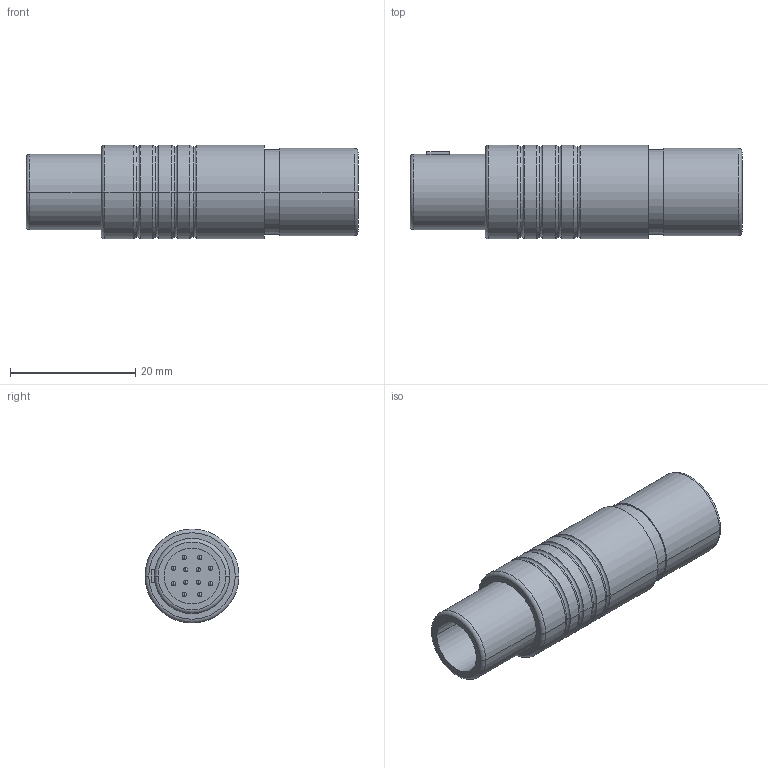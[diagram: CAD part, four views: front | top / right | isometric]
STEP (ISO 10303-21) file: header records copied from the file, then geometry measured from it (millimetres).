
FILE_DESCRIPTION((''),'2;1');
FILE_NAME('S32B0C-P12M','2020-08-05T10:07:00',('RTrager'),(''),'CREO PARAMETRIC BY PTC INC, 2018300','CREO PARAMETRIC BY PTC INC, 2018300','');
FILE_SCHEMA(('AP242_MANAGED_MODEL_BASED_3D_ENGINEERING_MIM_LF { 1 0 10303 442 1 1 4 }'));
Length unit declared in the file: millimetre
Products named in the file (1): S32B0C-P12M
Bounding box: 53 x 15 x 15 mm (x, y, z)
Volume: 5621.7 mm3; surface area: 4235.9 mm2
Topology: 1 solids, 1 shells, 232 faces, 575 edges, 352 vertices
Faces by surface type: cylinder 122, plane 43, torus 26, sphere 24, bspline 9, cone 8
Entity records: 11997 total; most frequent: CARTESIAN_POINT 2582, DIRECTION 1237, ORIENTED_EDGE 1102, PRESENTATION_STYLE_ASSIGNMENT 746, STYLED_ITEM 585, CURVE_STYLE 551, EDGE_CURVE 551, AXIS2_PLACEMENT_3D 524
